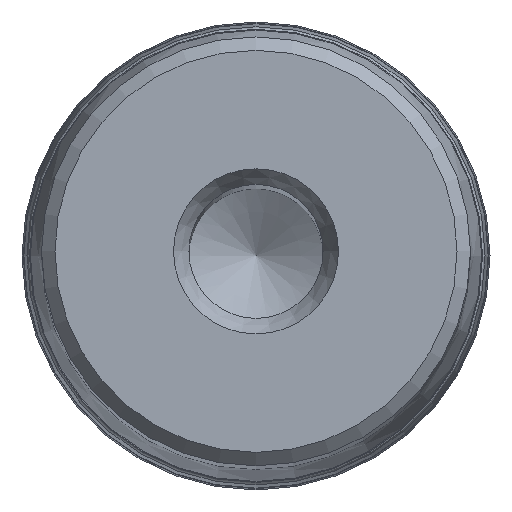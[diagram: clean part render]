
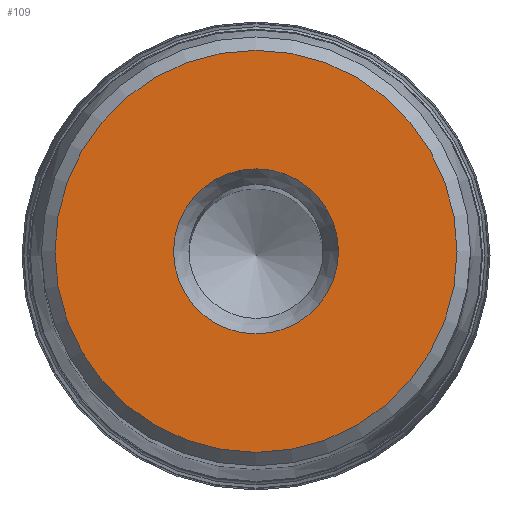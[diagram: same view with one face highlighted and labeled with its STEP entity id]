
A CAD part, top view. The second image highlights one B-rep face of the part: STEP entity #109.
In plain terms, the highlighted planar face has unit normal (0, 0, 1).
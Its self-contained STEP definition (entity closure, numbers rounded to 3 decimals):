
#51=PLANE('',#749);
#109=ADVANCED_FACE('',(#299,#300),#51,.T.);
#299=FACE_BOUND('',#407,.T.);
#300=FACE_BOUND('',#408,.T.);
#407=EDGE_LOOP('',(#513));
#408=EDGE_LOOP('',(#514));
#513=ORIENTED_EDGE('',*,*,#640,.T.);
#514=ORIENTED_EDGE('',*,*,#641,.T.);
#585=VERTEX_POINT('',#1314);
#586=VERTEX_POINT('',#1316);
#640=EDGE_CURVE('',#585,#585,#693,.T.);
#641=EDGE_CURVE('',#586,#586,#694,.T.);
#693=CIRCLE('',#747,15.);
#694=CIRCLE('',#748,6.155);
#747=AXIS2_PLACEMENT_3D('',#1313,#890,#891);
#748=AXIS2_PLACEMENT_3D('',#1315,#892,#893);
#749=AXIS2_PLACEMENT_3D('',#1317,#894,#895);
#890=DIRECTION('',(0.,0.,1.));
#891=DIRECTION('',(1.,0.,0.));
#892=DIRECTION('',(0.,0.,-1.));
#893=DIRECTION('',(-1.,0.,0.));
#894=DIRECTION('',(0.,0.,1.));
#895=DIRECTION('',(1.,0.,0.));
#1313=CARTESIAN_POINT('',(0.,0.,150.));
#1314=CARTESIAN_POINT('',(15.,0.,150.));
#1315=CARTESIAN_POINT('',(0.,0.,150.));
#1316=CARTESIAN_POINT('',(-6.155,0.,150.));
#1317=CARTESIAN_POINT('',(16.,0.,150.));
